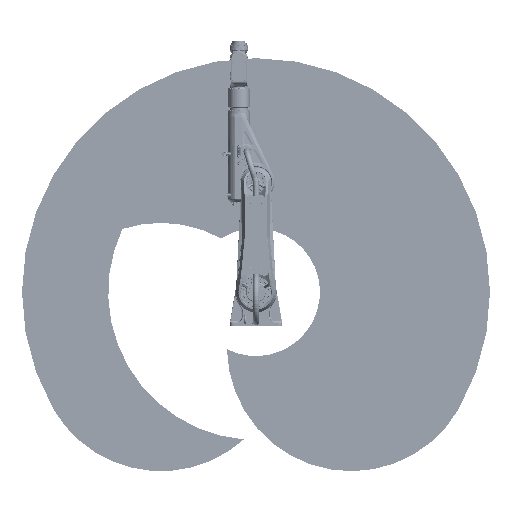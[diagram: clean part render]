
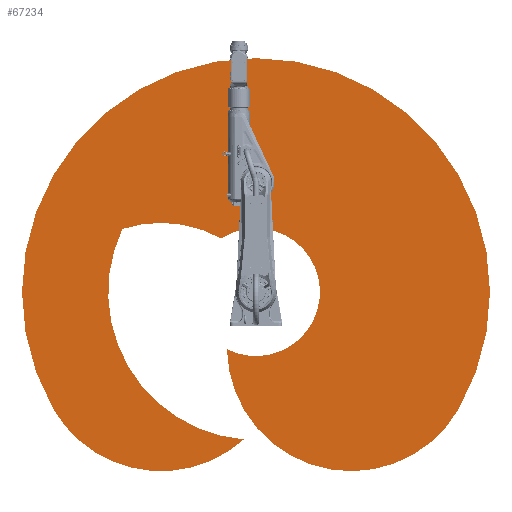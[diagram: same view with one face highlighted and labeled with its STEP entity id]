
A CAD part, front view. The second image highlights one B-rep face of the part: STEP entity #67234.
In plain terms, the highlighted face is planar.
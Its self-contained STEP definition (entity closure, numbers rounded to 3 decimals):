
#14245=FACE_OUTER_BOUND('',#19112,.T.);
#19112=EDGE_LOOP('',(#51439,#51440,#51441,#51442,#51443,#51444));
#24103=CIRCLE('',#73883,1704.677);
#24104=CIRCLE('',#73885,904.677);
#24105=CIRCLE('',#73887,465.78);
#24106=CIRCLE('',#73889,904.677);
#24107=CIRCLE('',#73891,1076.534);
#24108=CIRCLE('',#73893,904.677);
#29081=VERTEX_POINT('',#160573);
#29082=VERTEX_POINT('',#160575);
#29083=VERTEX_POINT('',#160579);
#29084=VERTEX_POINT('',#160583);
#29085=VERTEX_POINT('',#160587);
#29086=VERTEX_POINT('',#160591);
#37034=EDGE_CURVE('',#29082,#29081,#24103,.T.);
#37036=EDGE_CURVE('',#29083,#29082,#24104,.T.);
#37038=EDGE_CURVE('',#29084,#29083,#24105,.T.);
#37040=EDGE_CURVE('',#29085,#29084,#24106,.T.);
#37042=EDGE_CURVE('',#29086,#29085,#24107,.T.);
#37044=EDGE_CURVE('',#29081,#29086,#24108,.T.);
#51439=ORIENTED_EDGE('',*,*,#37044,.T.);
#51440=ORIENTED_EDGE('',*,*,#37042,.T.);
#51441=ORIENTED_EDGE('',*,*,#37040,.T.);
#51442=ORIENTED_EDGE('',*,*,#37038,.T.);
#51443=ORIENTED_EDGE('',*,*,#37036,.T.);
#51444=ORIENTED_EDGE('',*,*,#37034,.T.);
#59971=PLANE('',#73894);
#67234=ADVANCED_FACE('',(#14245),#59971,.T.);
#73883=AXIS2_PLACEMENT_3D('',#160576,#87431,#87432);
#73885=AXIS2_PLACEMENT_3D('',#160580,#87436,#87437);
#73887=AXIS2_PLACEMENT_3D('',#160584,#87441,#87442);
#73889=AXIS2_PLACEMENT_3D('',#160588,#87446,#87447);
#73891=AXIS2_PLACEMENT_3D('',#160592,#87451,#87452);
#73893=AXIS2_PLACEMENT_3D('',#160595,#87456,#87457);
#73894=AXIS2_PLACEMENT_3D('',#160596,#87458,#87459);
#87431=DIRECTION('center_axis',(0.,0.,1.));
#87432=DIRECTION('ref_axis',(-0.5,-0.866,0.));
#87436=DIRECTION('center_axis',(0.,0.,1.));
#87437=DIRECTION('ref_axis',(-0.016,1.,0.));
#87441=DIRECTION('center_axis',(0.,0.,-1.));
#87442=DIRECTION('ref_axis',(0.891,-0.455,0.));
#87446=DIRECTION('center_axis',(0.,0.,-1.));
#87447=DIRECTION('ref_axis',(-0.874,0.486,0.));
#87451=DIRECTION('center_axis',(0.,0.,-1.));
#87452=DIRECTION('ref_axis',(-0.427,-0.904,0.));
#87456=DIRECTION('center_axis',(0.,0.,1.));
#87457=DIRECTION('ref_axis',(-0.5,0.866,0.));
#87458=DIRECTION('center_axis',(0.,0.,1.));
#87459=DIRECTION('ref_axis',(1.,0.,0.));
#160573=CARTESIAN_POINT('',(-852.339,1476.294,0.5));
#160575=CARTESIAN_POINT('',(-852.339,-1476.294,0.5));
#160576=CARTESIAN_POINT('Origin',(0.,0.,0.5));
#160579=CARTESIAN_POINT('',(-414.873,211.735,0.5));
#160580=CARTESIAN_POINT('Origin',(-400.,-692.82,0.5));
#160583=CARTESIAN_POINT('',(390.804,253.424,0.5));
#160584=CARTESIAN_POINT('Origin',(0.,0.,0.5));
#160587=CARTESIAN_POINT('',(460.116,973.252,0.5));
#160588=CARTESIAN_POINT('Origin',(-400.,692.82,0.5));
#160591=CARTESIAN_POINT('',(-1072.919,88.154,0.5));
#160592=CARTESIAN_POINT('Origin',(0.,0.,0.5));
#160595=CARTESIAN_POINT('Origin',(-400.,692.82,0.5));
#160596=CARTESIAN_POINT('Origin',(5.367,113.858,0.5));
